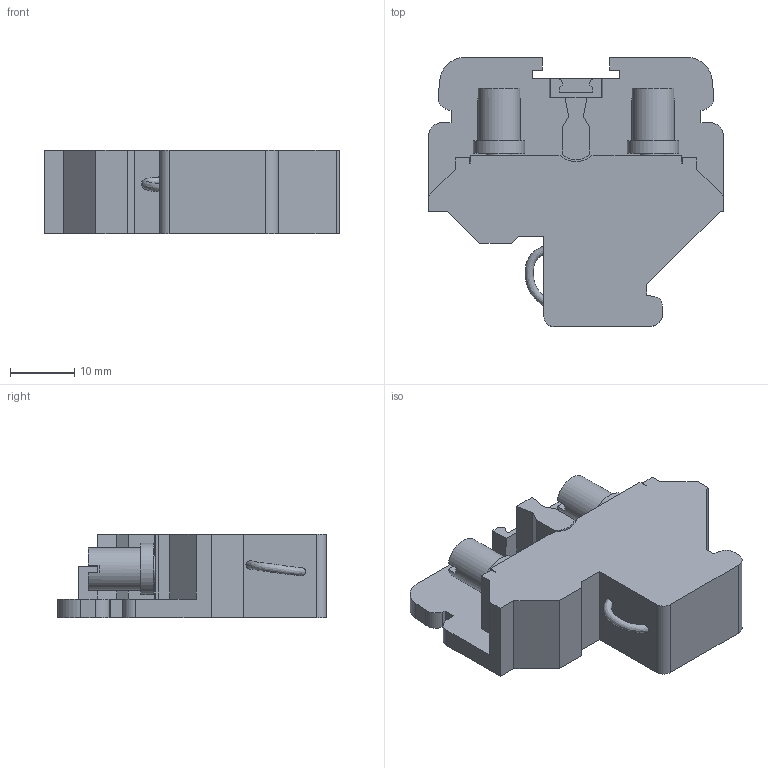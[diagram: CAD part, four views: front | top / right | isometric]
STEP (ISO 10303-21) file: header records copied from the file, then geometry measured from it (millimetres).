
FILE_DESCRIPTION(/* description */ ('Unknown'),/* implementation_level */ '2;1');
FILE_NAME(/* name */ 'CATM4NV_3D-SOLID',/* time_stamp */ '2025-01-16T10:53:48+05:00',/* author */ ('Unknown'),/* organization */ ('Unknown'),/* preprocessor_version */ 'ST-DEVELOPER v16.7',/* originating_system */ 'Solid Edge',/* authorisation */ 'Unknown');
FILE_SCHEMA (('AUTOMOTIVE_DESIGN {1 0 10303 214 3 1 1}'));
Length unit declared in the file: millimetre
Products named in the file (1): CATM4NV_3D-SOLID
Bounding box: 46 x 42 x 13 mm (x, y, z)
Volume: 13152.6 mm3; surface area: 5906.2 mm2
Topology: 1 solids, 1 shells, 117 faces, 331 edges, 222 vertices
Faces by surface type: plane 91, cylinder 23, cone 2, bspline 1
Full cylindrical faces by diameter (mm): 4 x4, 6.6 x2, 8 x2
Entity records: 4761 total; most frequent: CARTESIAN_POINT 905, ORIENTED_EDGE 626, DIRECTION 605, EDGE_CURVE 313, LINE 251, VECTOR 251, VERTEX_POINT 215, AXIS2_PLACEMENT_3D 177
